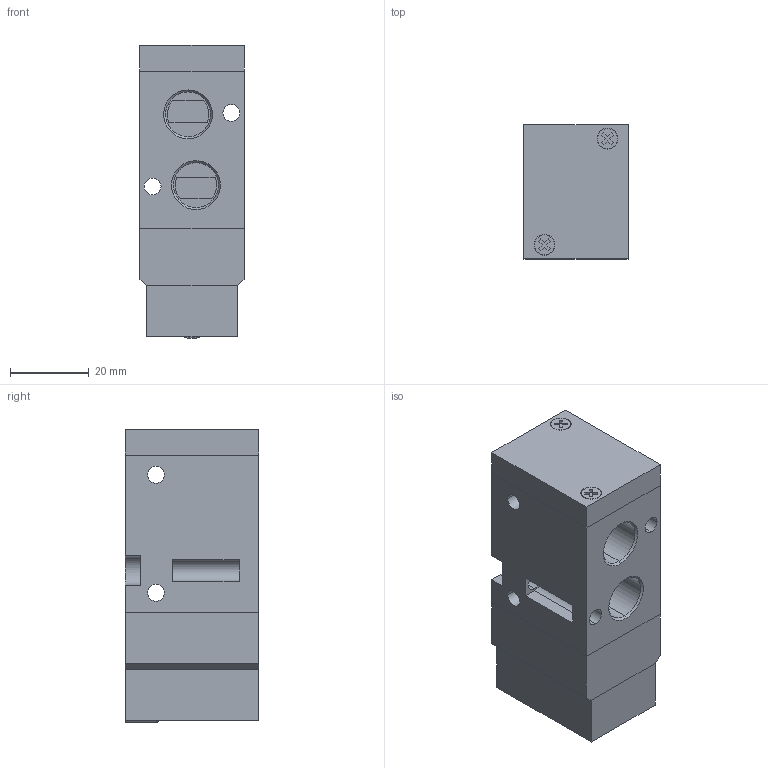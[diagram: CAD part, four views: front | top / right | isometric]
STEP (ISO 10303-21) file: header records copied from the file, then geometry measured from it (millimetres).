
FILE_DESCRIPTION (( 'STEP AP203' ), '1' );
FILE_NAME ('SFP4701.STEP', '2016-01-13T02:39:40', ( 'yrd8' ), ( 'Hewlett-Packard Company' ), 'SwSTEP 2.0', 'SolidWorks 2008', '' );
FILE_SCHEMA (( 'CONFIG_CONTROL_DESIGN' ));
Length unit declared in the file: millimetre
Products named in the file (5): SFP4701; SFP4600 Body_ル遽; SFP4000 Semi_ル遽; SFP4000 Pilot_ル遽; SF 4000 BODY COVER_ル遽
Assembly tree (4 placements, depth 2):
  SFP4701
    SFP4000 Semi_ル遽
    SFP4000 Pilot_ル遽
    SFP4600 Body_ル遽
    SF 4000 BODY COVER_ル遽
Bounding box: 26.5 x 34 x 74.5 mm (x, y, z)
Volume: 57565.7 mm3; surface area: 19434.2 mm2
Topology: 4 solids, 4 shells, 173 faces, 423 edges, 278 vertices
Faces by surface type: plane 114, cylinder 50, cone 8, torus 1
Entity records: 5607 total; most frequent: DIRECTION 890, CARTESIAN_POINT 879, ORIENTED_EDGE 842, EDGE_CURVE 421, LINE 312, VECTOR 312, AXIS2_PLACEMENT_3D 289, VERTEX_POINT 278
